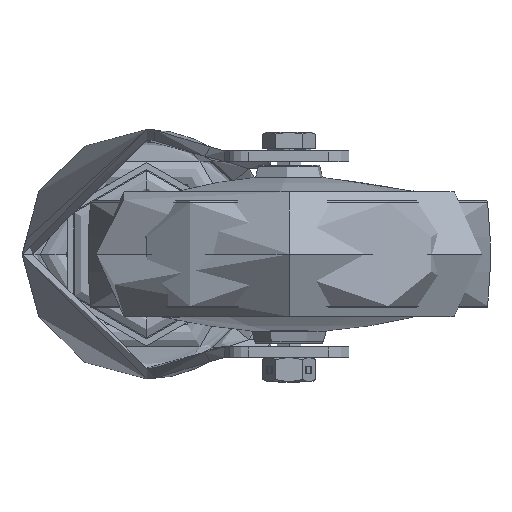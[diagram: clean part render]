
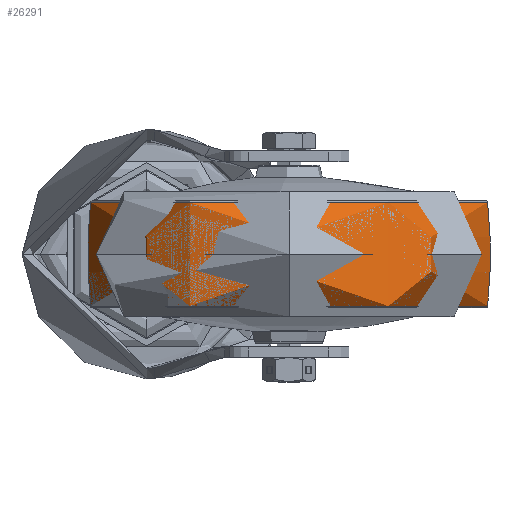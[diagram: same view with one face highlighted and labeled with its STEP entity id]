
A CAD part, front view. The second image highlights one B-rep face of the part: STEP entity #26291.
In plain terms, the highlighted toroidal (fillet/blend) face has major radius 83.478 mm and minor radius 140 mm.
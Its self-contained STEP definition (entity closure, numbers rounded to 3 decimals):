
#213 = VERTEX_POINT ( 'NONE', #3214 ) ;
#886 = DIRECTION ( 'NONE',  ( -1., 0., 0. ) ) ;
#975 = ORIENTED_EDGE ( 'NONE', *, *, #19996, .T. ) ;
#1461 = VERTEX_POINT ( 'NONE', #16596 ) ;
#2804 = CARTESIAN_POINT ( 'NONE',  ( 40., -91., 0. ) ) ;
#3214 = CARTESIAN_POINT ( 'NONE',  ( 95.76, -91., 14.584 ) ) ;
#3346 = CIRCLE ( 'NONE', #35628, 55.76 ) ;
#4405 = DIRECTION ( 'NONE',  ( 0., -1., 0. ) ) ;
#4608 = DIRECTION ( 'NONE',  ( 0., 0., -1. ) ) ;
#5687 = DIRECTION ( 'NONE',  ( -1., 0., 0. ) ) ;
#5772 = AXIS2_PLACEMENT_3D ( 'NONE', #2804, #15416, #21900 ) ;
#6684 = EDGE_LOOP ( 'NONE', ( #26625, #975, #12508, #20242 ) ) ;
#8029 = VERTEX_POINT ( 'NONE', #28150 ) ;
#8191 = AXIS2_PLACEMENT_3D ( 'NONE', #41473, #28800, #5687 ) ;
#8222 = EDGE_CURVE ( 'NONE', #8029, #22537, #31314, .T. ) ;
#12506 = AXIS2_PLACEMENT_3D ( 'NONE', #17274, #36260, #886 ) ;
#12508 = ORIENTED_EDGE ( 'NONE', *, *, #8222, .T. ) ;
#13189 = AXIS2_PLACEMENT_3D ( 'NONE', #33432, #4405, #4608 ) ;
#15416 = DIRECTION ( 'NONE',  ( 0., 0., -1. ) ) ;
#16546 = CIRCLE ( 'NONE', #12506, 140. ) ;
#16596 = CARTESIAN_POINT ( 'NONE',  ( 95.76, -91., -14.584 ) ) ;
#17274 = CARTESIAN_POINT ( 'NONE',  ( -43.478, -91., 0. ) ) ;
#19996 = EDGE_CURVE ( 'NONE', #213, #8029, #3346, .T. ) ;
#20242 = ORIENTED_EDGE ( 'NONE', *, *, #34662, .F. ) ;
#20670 = EDGE_CURVE ( 'NONE', #213, #1461, #16546, .T. ) ;
#21167 = TOROIDAL_SURFACE ( 'NONE', #5772, -83.478, 140. ) ;
#21291 = FACE_OUTER_BOUND ( 'NONE', #6684, .T. ) ;
#21900 = DIRECTION ( 'NONE',  ( -1., 0., 0. ) ) ;
#22537 = VERTEX_POINT ( 'NONE', #37987 ) ;
#26291 = ADVANCED_FACE ( 'NONE', ( #21291 ), #21167, .T. ) ;
#26625 = ORIENTED_EDGE ( 'NONE', *, *, #20670, .F. ) ;
#28150 = CARTESIAN_POINT ( 'NONE',  ( -15.76, -91., 14.584 ) ) ;
#28294 = CIRCLE ( 'NONE', #8191, 55.76 ) ;
#28800 = DIRECTION ( 'NONE',  ( 0., 0., -1. ) ) ;
#31314 = CIRCLE ( 'NONE', #13189, 140. ) ;
#33432 = CARTESIAN_POINT ( 'NONE',  ( 123.478, -91., 0. ) ) ;
#34662 = EDGE_CURVE ( 'NONE', #1461, #22537, #28294, .T. ) ;
#35628 = AXIS2_PLACEMENT_3D ( 'NONE', #41585, #41379, #38219 ) ;
#36260 = DIRECTION ( 'NONE',  ( 0., 1., 0. ) ) ;
#37987 = CARTESIAN_POINT ( 'NONE',  ( -15.76, -91., -14.584 ) ) ;
#38219 = DIRECTION ( 'NONE',  ( -1., 0., 0. ) ) ;
#41379 = DIRECTION ( 'NONE',  ( 0., 0., -1. ) ) ;
#41473 = CARTESIAN_POINT ( 'NONE',  ( 40., -91., -14.584 ) ) ;
#41585 = CARTESIAN_POINT ( 'NONE',  ( 40., -91., 14.584 ) ) ;
